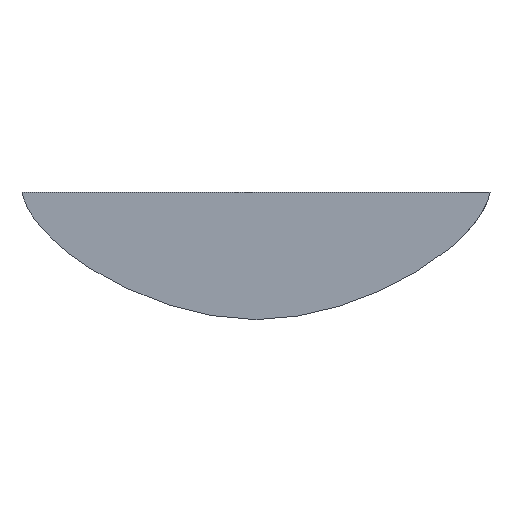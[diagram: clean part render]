
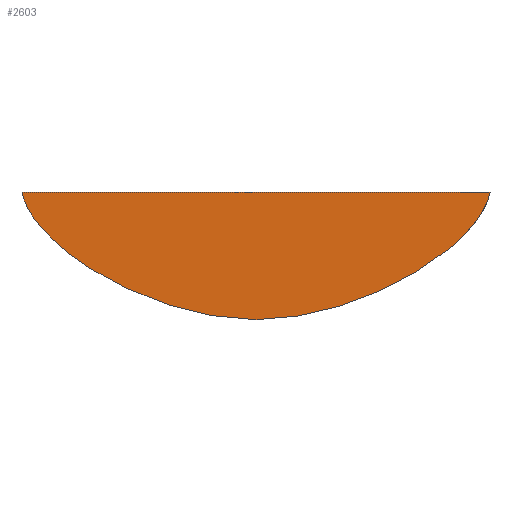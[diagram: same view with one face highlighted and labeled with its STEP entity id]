
A CAD part, left-side view. The second image highlights one B-rep face of the part: STEP entity #2603.
In plain terms, the highlighted planar face has unit normal (-1, 0, -0.018).
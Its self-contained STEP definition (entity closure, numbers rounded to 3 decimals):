
#29 = CARTESIAN_POINT ( 'NONE',  ( 25.437, -61.416, -25.038 ) ) ;
#63 = CARTESIAN_POINT ( 'NONE',  ( 25.095, -78.342, -5.414 ) ) ;
#86 = VECTOR ( 'NONE', #1622, 1000. ) ;
#288 = EDGE_CURVE ( 'NONE', #5786, #2980, #2088, .T. ) ;
#385 = CARTESIAN_POINT ( 'NONE',  ( 25.729, 27.128, -41.771 ) ) ;
#479 = CARTESIAN_POINT ( 'NONE',  ( 25.209, 74.872, -11.945 ) ) ;
#514 = CARTESIAN_POINT ( 'NONE',  ( 25.18, 75.966, -10.29 ) ) ;
#540 = CARTESIAN_POINT ( 'NONE',  ( 25.467, -59.006, -26.763 ) ) ;
#573 = CARTESIAN_POINT ( 'NONE',  ( 25.21, -74.83, -12.005 ) ) ;
#584 = EDGE_LOOP ( 'NONE', ( #1214, #3661, #6213 ) ) ;
#608 = CARTESIAN_POINT ( 'NONE',  ( 25.181, -75.934, -10.342 ) ) ;
#693 = DIRECTION ( 'NONE',  ( 0.017, 0., -1. ) ) ;
#749 = CARTESIAN_POINT ( 'NONE',  ( 25.134, 77.407, -7.68 ) ) ;
#865 = CARTESIAN_POINT ( 'NONE',  ( 25.619, 43.64, -35.44 ) ) ;
#941 = CARTESIAN_POINT ( 'NONE',  ( 25.061, -78.914, -3.494 ) ) ;
#947 = CARTESIAN_POINT ( 'NONE',  ( 25.426, 62.288, -24.412 ) ) ;
#977 = CARTESIAN_POINT ( 'NONE',  ( 25.66, -38.325, -37.814 ) ) ;
#1140 = FACE_OUTER_BOUND ( 'NONE', #584, .T. ) ;
#1214 = ORIENTED_EDGE ( 'NONE', *, *, #2930, .T. ) ;
#1228 = CARTESIAN_POINT ( 'NONE',  ( 25.061, 78.915, -3.487 ) ) ;
#1414 = CARTESIAN_POINT ( 'NONE',  ( 25.573, -48.953, -32.854 ) ) ;
#1480 = CARTESIAN_POINT ( 'NONE',  ( 25.395, -64.564, -22.614 ) ) ;
#1513 = CARTESIAN_POINT ( 'NONE',  ( 25.728, -27.151, -41.699 ) ) ;
#1542 = CARTESIAN_POINT ( 'NONE',  ( 25.764, -19.53, -43.759 ) ) ;
#1622 = DIRECTION ( 'NONE',  ( 0., 1., 0. ) ) ;
#1701 = PLANE ( 'NONE',  #4786 ) ;
#1887 = CARTESIAN_POINT ( 'NONE',  ( 25.486, -57.369, -27.854 ) ) ;
#1894 = CARTESIAN_POINT ( 'NONE',  ( 25.778, 15.733, -44.548 ) ) ;
#1904 = LINE ( 'NONE', #5062, #86 ) ;
#1929 = CARTESIAN_POINT ( 'NONE',  ( 25.522, 54.123, -29.887 ) ) ;
#1986 = CARTESIAN_POINT ( 'NONE',  ( 25.406, -63.787, -23.236 ) ) ;
#2022 = CARTESIAN_POINT ( 'NONE',  ( 25.224, -74.246, -12.806 ) ) ;
#2088 = B_SPLINE_CURVE_WITH_KNOTS ( 'NONE', 3,
 ( #4921, #3008, #4952, #4467, #3905, #5848, #1542, #5355, #6280, #1513, #4983, #4004, #2514, #977, #4847, #1414, #3047, #1887, #540, #29, #3937, #1986, #1480, #2941, #2550, #3456, #5810, #2022, #573, #608, #4884, #2442, #4433, #63, #5322, #3869, #941, #5392 ),
 .UNSPECIFIED., .F., .F.,
 ( 4, 2, 2, 2, 2, 2, 2, 2, 2, 2, 2, 2, 2, 2, 2, 2, 2, 2, 4 ),
 ( 0.417, 0.423, 0.429, 0.441, 0.444, 0.447, 0.453, 0.464, 0.476, 0.482, 0.485, 0.488, 0.494, 0.5, 0.503, 0.506, 0.509, 0.511, 0.512 ),
 .UNSPECIFIED. ) ;
#2371 = CARTESIAN_POINT ( 'NONE',  ( 25.372, 66.114, -21.321 ) ) ;
#2410 = CARTESIAN_POINT ( 'NONE',  ( 25.539, 52.421, -30.887 ) ) ;
#2442 = CARTESIAN_POINT ( 'NONE',  ( 25.135, -77.392, -7.713 ) ) ;
#2450 = CARTESIAN_POINT ( 'NONE',  ( 25.573, 48.954, -32.8 ) ) ;
#2514 = CARTESIAN_POINT ( 'NONE',  ( 25.696, -32.795, -39.87 ) ) ;
#2550 = CARTESIAN_POINT ( 'NONE',  ( 25.338, -68.313, -19.385 ) ) ;
#2603 = ADVANCED_FACE ( 'NONE', ( #1140 ), #1701, .F. ) ;
#2806 = CARTESIAN_POINT ( 'NONE',  ( 25.633, 41.836, -36.262 ) ) ;
#2874 = CARTESIAN_POINT ( 'NONE',  ( 25.708, 30.857, -40.587 ) ) ;
#2909 = CARTESIAN_POINT ( 'NONE',  ( 25.803, 1.981, -46. ) ) ;
#2930 = EDGE_CURVE ( 'NONE', #3639, #5786, #4475, .T. ) ;
#2941 = CARTESIAN_POINT ( 'NONE',  ( 25.361, -66.849, -20.709 ) ) ;
#2980 = VERTEX_POINT ( 'NONE', #4274 ) ;
#3008 = CARTESIAN_POINT ( 'NONE',  ( 25.803, -1.99, -46. ) ) ;
#3047 = CARTESIAN_POINT ( 'NONE',  ( 25.541, -52.381, -30.975 ) ) ;
#3190 = CARTESIAN_POINT ( 'NONE',  ( 25.086, 78.508, -4.927 ) ) ;
#3362 = CARTESIAN_POINT ( 'NONE',  ( 25.326, 69.04, -18.659 ) ) ;
#3456 = CARTESIAN_POINT ( 'NONE',  ( 25.29, -71.097, -16.6 ) ) ;
#3639 = VERTEX_POINT ( 'NONE', #4293 ) ;
#3661 = ORIENTED_EDGE ( 'NONE', *, *, #288, .T. ) ;
#3762 = CARTESIAN_POINT ( 'NONE',  ( 25.069, 78.791, -3.974 ) ) ;
#3816 = CARTESIAN_POINT ( 'NONE',  ( 25.405, 63.846, -23.214 ) ) ;
#3869 = CARTESIAN_POINT ( 'NONE',  ( 25.07, -78.789, -3.983 ) ) ;
#3877 = CARTESIAN_POINT ( 'NONE',  ( 25.289, 71.144, -16.55 ) ) ;
#3905 = CARTESIAN_POINT ( 'NONE',  ( 25.792, -9.85, -45.396 ) ) ;
#3937 = CARTESIAN_POINT ( 'NONE',  ( 25.427, -62.212, -24.449 ) ) ;
#3940 = CARTESIAN_POINT ( 'NONE',  ( 25.673, 36.378, -38.54 ) ) ;
#4004 = CARTESIAN_POINT ( 'NONE',  ( 25.707, -30.931, -40.513 ) ) ;
#4274 = CARTESIAN_POINT ( 'NONE',  ( 25.052, -79.016, -3. ) ) ;
#4293 = CARTESIAN_POINT ( 'NONE',  ( 25.052, 79.016, -3. ) ) ;
#4333 = CARTESIAN_POINT ( 'NONE',  ( 25.466, 59.095, -26.702 ) ) ;
#4366 = CARTESIAN_POINT ( 'NONE',  ( 25.796, 7.924, -45.613 ) ) ;
#4403 = CARTESIAN_POINT ( 'NONE',  ( 25.66, 38.206, -37.812 ) ) ;
#4433 = CARTESIAN_POINT ( 'NONE',  ( 25.119, -77.81, -6.809 ) ) ;
#4467 = CARTESIAN_POINT ( 'NONE',  ( 25.796, -7.896, -45.615 ) ) ;
#4475 = B_SPLINE_CURVE_WITH_KNOTS ( 'NONE', 3,
 ( #5607, #1228, #3762, #3190, #5181, #4700, #749, #5327, #514, #479, #5362, #4891, #3877, #3362, #5780, #6285, #2371, #3816, #947, #4333, #5264, #1929, #2410, #2450, #5750, #865, #2806, #4403, #3940, #2874, #385, #4751, #1894, #5296, #4366, #6255, #2909, #4819 ),
 .UNSPECIFIED., .F., .F.,
 ( 4, 2, 2, 2, 2, 2, 2, 2, 2, 2, 2, 2, 2, 2, 2, 2, 2, 2, 4 ),
 ( 0.103, 0.104, 0.105, 0.108, 0.111, 0.114, 0.12, 0.123, 0.126, 0.132, 0.138, 0.144, 0.15, 0.156, 0.161, 0.173, 0.185, 0.191, 0.197 ),
 .UNSPECIFIED. ) ;
#4700 = CARTESIAN_POINT ( 'NONE',  ( 25.118, 77.821, -6.782 ) ) ;
#4751 = CARTESIAN_POINT ( 'NONE',  ( 25.764, 19.566, -43.75 ) ) ;
#4786 = AXIS2_PLACEMENT_3D ( 'NONE', #5586, #5072, #693 ) ;
#4819 = CARTESIAN_POINT ( 'NONE',  ( 25.803, 0., -46. ) ) ;
#4847 = CARTESIAN_POINT ( 'NONE',  ( 25.633, -41.926, -36.275 ) ) ;
#4884 = CARTESIAN_POINT ( 'NONE',  ( 25.165, -76.455, -9.477 ) ) ;
#4891 = CARTESIAN_POINT ( 'NONE',  ( 25.263, 72.467, -15.081 ) ) ;
#4921 = CARTESIAN_POINT ( 'NONE',  ( 25.803, 0., -46. ) ) ;
#4952 = CARTESIAN_POINT ( 'NONE',  ( 25.801, -3.966, -45.917 ) ) ;
#4983 = CARTESIAN_POINT ( 'NONE',  ( 25.723, -28.099, -41.411 ) ) ;
#5062 = CARTESIAN_POINT ( 'NONE',  ( 25.052, 79.016, -3. ) ) ;
#5072 = DIRECTION ( 'NONE',  ( 1., 0., 0.017 ) ) ;
#5181 = CARTESIAN_POINT ( 'NONE',  ( 25.094, 78.348, -5.396 ) ) ;
#5264 = CARTESIAN_POINT ( 'NONE',  ( 25.485, 57.46, -27.795 ) ) ;
#5296 = CARTESIAN_POINT ( 'NONE',  ( 25.792, 9.889, -45.391 ) ) ;
#5322 = CARTESIAN_POINT ( 'NONE',  ( 25.086, -78.503, -4.942 ) ) ;
#5327 = CARTESIAN_POINT ( 'NONE',  ( 25.165, 76.481, -9.432 ) ) ;
#5355 = CARTESIAN_POINT ( 'NONE',  ( 25.742, -24.3, -42.511 ) ) ;
#5362 = CARTESIAN_POINT ( 'NONE',  ( 25.222, 74.291, -12.745 ) ) ;
#5392 = CARTESIAN_POINT ( 'NONE',  ( 25.052, -79.016, -3. ) ) ;
#5586 = CARTESIAN_POINT ( 'NONE',  ( 25., 0., 0. ) ) ;
#5607 = CARTESIAN_POINT ( 'NONE',  ( 25.052, 79.016, -3. ) ) ;
#5750 = CARTESIAN_POINT ( 'NONE',  ( 25.588, 47.198, -33.709 ) ) ;
#5780 = CARTESIAN_POINT ( 'NONE',  ( 25.338, 68.321, -19.344 ) ) ;
#5786 = VERTEX_POINT ( 'NONE', #5836 ) ;
#5810 = CARTESIAN_POINT ( 'NONE',  ( 25.264, -72.417, -15.139 ) ) ;
#5836 = CARTESIAN_POINT ( 'NONE',  ( 25.803, 0., -46. ) ) ;
#5848 = CARTESIAN_POINT ( 'NONE',  ( 25.778, -15.682, -44.557 ) ) ;
#6198 = EDGE_CURVE ( 'NONE', #2980, #3639, #1904, .T. ) ;
#6213 = ORIENTED_EDGE ( 'NONE', *, *, #6198, .T. ) ;
#6255 = CARTESIAN_POINT ( 'NONE',  ( 25.802, 3.962, -45.918 ) ) ;
#6280 = CARTESIAN_POINT ( 'NONE',  ( 25.737, -25.251, -42.249 ) ) ;
#6285 = CARTESIAN_POINT ( 'NONE',  ( 25.361, 66.858, -20.674 ) ) ;
